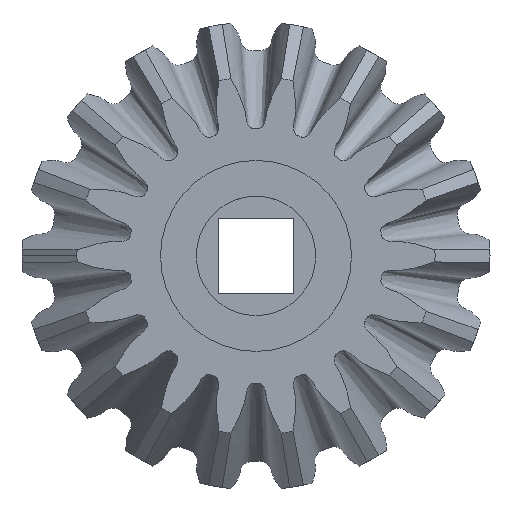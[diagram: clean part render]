
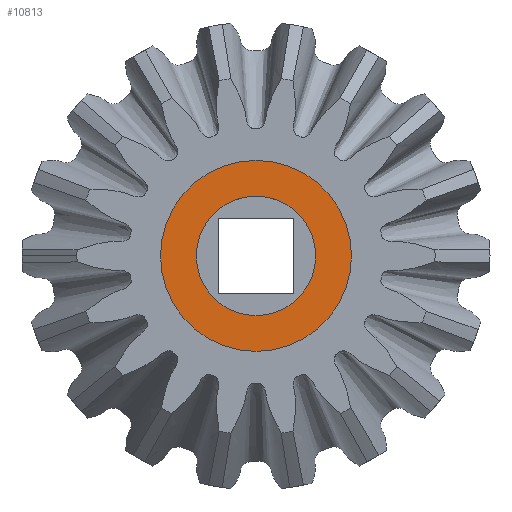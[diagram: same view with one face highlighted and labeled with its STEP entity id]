
A CAD part, top view. The second image highlights one B-rep face of the part: STEP entity #10813.
In plain terms, the highlighted planar face has unit normal (0, 0, 1).
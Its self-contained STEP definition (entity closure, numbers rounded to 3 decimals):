
#117 = DIRECTION ( 'NONE',  ( 1., 0., 0. ) ) ;
#243 = EDGE_CURVE ( 'NONE', #11864, #13059, #6097, .T. ) ;
#291 = CARTESIAN_POINT ( 'NONE',  ( -2.5, 0., -6.35 ) ) ;
#328 = DIRECTION ( 'NONE',  ( 0., 0., -1. ) ) ;
#372 = CARTESIAN_POINT ( 'NONE',  ( 4., 0., -6.35 ) ) ;
#569 = ORIENTED_EDGE ( 'NONE', *, *, #2518, .T. ) ;
#735 = AXIS2_PLACEMENT_3D ( 'NONE', #7368, #328, #8574 ) ;
#997 = CIRCLE ( 'NONE', #735, 2.5 ) ;
#1743 = AXIS2_PLACEMENT_3D ( 'NONE', #11863, #4836, #13109 ) ;
#2120 = AXIS2_PLACEMENT_3D ( 'NONE', #7249, #9347, #9566 ) ;
#2518 = EDGE_CURVE ( 'NONE', #3848, #9142, #13363, .T. ) ;
#3848 = VERTEX_POINT ( 'NONE', #372 ) ;
#4836 = DIRECTION ( 'NONE',  ( 0., 0., 1. ) ) ;
#4856 = DIRECTION ( 'NONE',  ( 0., 0., -1. ) ) ;
#4959 = FACE_OUTER_BOUND ( 'NONE', #13969, .T. ) ;
#5381 = EDGE_CURVE ( 'NONE', #13059, #11864, #997, .T. ) ;
#5594 = CARTESIAN_POINT ( 'NONE',  ( 0., 0., -6.35 ) ) ;
#5814 = EDGE_LOOP ( 'NONE', ( #6114, #15088 ) ) ;
#6038 = PLANE ( 'NONE',  #7682 ) ;
#6097 = CIRCLE ( 'NONE', #13877, 2.5 ) ;
#6114 = ORIENTED_EDGE ( 'NONE', *, *, #5381, .T. ) ;
#6159 = ORIENTED_EDGE ( 'NONE', *, *, #6338, .T. ) ;
#6338 = EDGE_CURVE ( 'NONE', #9142, #3848, #8519, .T. ) ;
#6741 = DIRECTION ( 'NONE',  ( 1., 0., 0. ) ) ;
#7165 = DIRECTION ( 'NONE',  ( 0., 0., 1. ) ) ;
#7249 = CARTESIAN_POINT ( 'NONE',  ( 0., 0., -6.35 ) ) ;
#7368 = CARTESIAN_POINT ( 'NONE',  ( 0., 0., -6.35 ) ) ;
#7682 = AXIS2_PLACEMENT_3D ( 'NONE', #10714, #7165, #117 ) ;
#7805 = FACE_BOUND ( 'NONE', #5814, .T. ) ;
#8519 = CIRCLE ( 'NONE', #1743, 4. ) ;
#8574 = DIRECTION ( 'NONE',  ( 1., 0., 0. ) ) ;
#9142 = VERTEX_POINT ( 'NONE', #12900 ) ;
#9347 = DIRECTION ( 'NONE',  ( 0., 0., 1. ) ) ;
#9566 = DIRECTION ( 'NONE',  ( 1., 0., 0. ) ) ;
#10587 = CARTESIAN_POINT ( 'NONE',  ( 2.5, 0., -6.35 ) ) ;
#10714 = CARTESIAN_POINT ( 'NONE',  ( 0., 0., -6.35 ) ) ;
#10813 = ADVANCED_FACE ( 'NONE', ( #7805, #4959 ), #6038, .T. ) ;
#11863 = CARTESIAN_POINT ( 'NONE',  ( 0., 0., -6.35 ) ) ;
#11864 = VERTEX_POINT ( 'NONE', #10587 ) ;
#12900 = CARTESIAN_POINT ( 'NONE',  ( -4., 0., -6.35 ) ) ;
#13059 = VERTEX_POINT ( 'NONE', #291 ) ;
#13109 = DIRECTION ( 'NONE',  ( 1., 0., 0. ) ) ;
#13363 = CIRCLE ( 'NONE', #2120, 4. ) ;
#13877 = AXIS2_PLACEMENT_3D ( 'NONE', #5594, #4856, #6741 ) ;
#13969 = EDGE_LOOP ( 'NONE', ( #569, #6159 ) ) ;
#15088 = ORIENTED_EDGE ( 'NONE', *, *, #243, .T. ) ;
